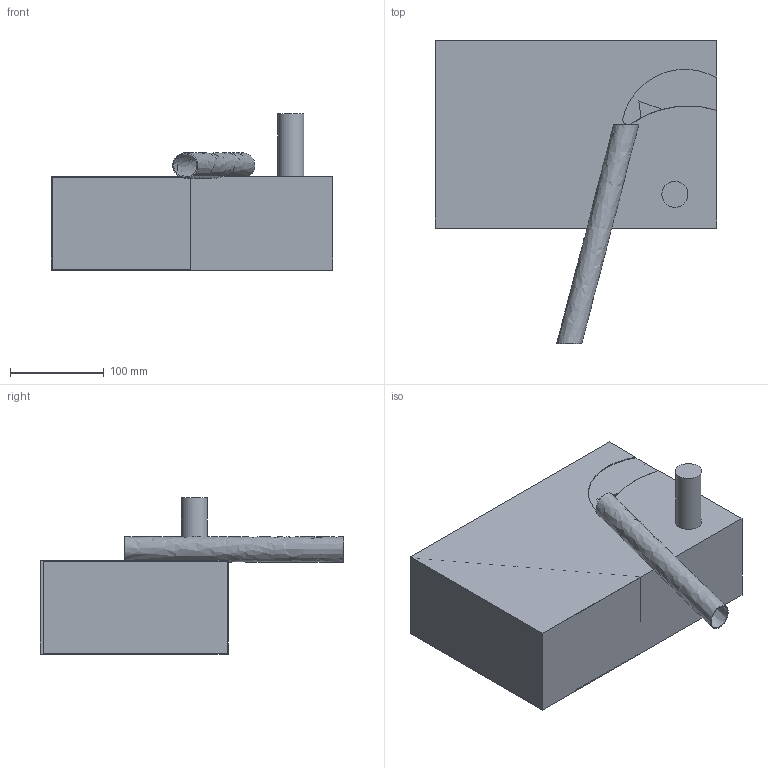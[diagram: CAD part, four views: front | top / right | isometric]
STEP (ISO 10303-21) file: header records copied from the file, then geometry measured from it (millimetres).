
FILE_DESCRIPTION((' '),'2;1');
FILE_NAME( 'hopper.stp', '2018-03- 2T19:59:57', (' '), ('--- Datakit www.datakit.com---'), ' Datakit CrossCadWare V2017.1 Dec 27 2016', 'DATAKIT 2018 (c)', ' ');
FILE_SCHEMA(('AP203_CONFIGURATION_CONTROLLED_3D_DESIGN_OF_MECHANICAL_PARTS_AND_ASSEMBLIES_MIM_LF { 1 0 10303 403 2 1 2}'));
Length unit declared in the file: millimetre
Products named in the file (1): hopper
Bounding box: 300 x 323.23 x 166.38 mm (x, y, z)
Volume: 426698.7 mm3; surface area: 469364.3 mm2
Topology: 1 solids, 2 shells, 33 faces, 83 edges, 55 vertices
Faces by surface type: plane 25, cylinder 6, extrusion 2
Full cylindrical faces by diameter (mm): 27.62 x3
Entity records: 1061 total; most frequent: CARTESIAN_POINT 248, DIRECTION 159, ORIENTED_EDGE 156, EDGE_CURVE 78, VECTOR 57, LINE 55, VERTEX_POINT 54, AXIS2_PLACEMENT_3D 51
